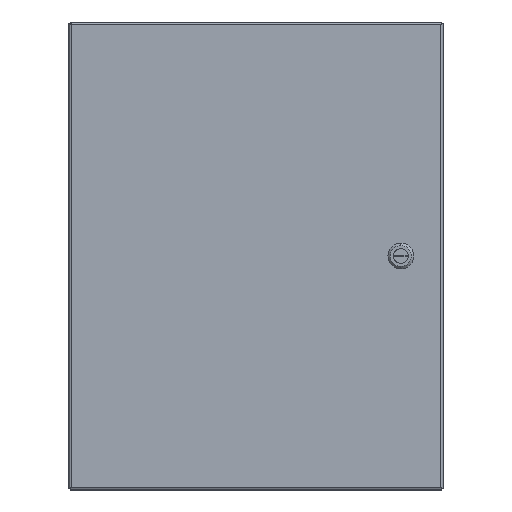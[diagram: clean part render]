
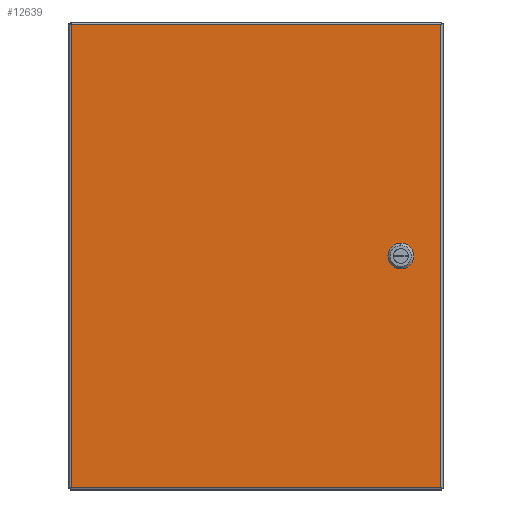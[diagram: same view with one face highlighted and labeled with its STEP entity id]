
A CAD part, front view. The second image highlights one B-rep face of the part: STEP entity #12639.
In plain terms, the highlighted planar face has unit normal (0, -1, 0).
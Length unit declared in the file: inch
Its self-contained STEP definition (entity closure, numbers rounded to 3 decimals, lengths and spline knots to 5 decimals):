
#815 = VERTEX_POINT ( 'NONE', #2358 ) ;
#959 = EDGE_CURVE ( 'NONE', #8394, #6059, #11266, .T. ) ;
#1270 = LINE ( 'NONE', #21946, #20537 ) ;
#1430 = CARTESIAN_POINT ( 'NONE',  ( 5.7955, -8.822, 0.231 ) ) ;
#1434 = CARTESIAN_POINT ( 'NONE',  ( -7.896, -8.822, -9.8985 ) ) ;
#1474 = EDGE_CURVE ( 'NONE', #19268, #17082, #10016, .T. ) ;
#1604 = DIRECTION ( 'NONE',  ( 0.707, 0., -0.707 ) ) ;
#1825 = CARTESIAN_POINT ( 'NONE',  ( 5.7955, -8.822, 0.231 ) ) ;
#2029 = VECTOR ( 'NONE', #15636, 39.37008 ) ;
#2353 = VECTOR ( 'NONE', #3379, 39.37008 ) ;
#2358 = CARTESIAN_POINT ( 'NONE',  ( 6.422, -8.822, 0.3955 ) ) ;
#2968 = CARTESIAN_POINT ( 'NONE',  ( 7.901, -8.822, -9.8985 ) ) ;
#3379 = DIRECTION ( 'NONE',  ( 0., 0., 1. ) ) ;
#3742 = DIRECTION ( 'NONE',  ( 0., 0., -1. ) ) ;
#3747 = LINE ( 'NONE', #17310, #2029 ) ;
#4142 = ORIENTED_EDGE ( 'NONE', *, *, #1474, .T. ) ;
#4237 = CARTESIAN_POINT ( 'NONE',  ( 5.96, -8.822, -0.3955 ) ) ;
#4592 = VECTOR ( 'NONE', #20703, 39.37008 ) ;
#4778 = VERTEX_POINT ( 'NONE', #4237 ) ;
#4835 = FACE_BOUND ( 'NONE', #9385, .T. ) ;
#4935 = LINE ( 'NONE', #5161, #18894 ) ;
#5110 = ORIENTED_EDGE ( 'NONE', *, *, #16681, .T. ) ;
#5161 = CARTESIAN_POINT ( 'NONE',  ( 6.5865, -8.822, -0.231 ) ) ;
#5354 = CARTESIAN_POINT ( 'NONE',  ( 6.5865, -8.822, 0.231 ) ) ;
#5520 = VERTEX_POINT ( 'NONE', #20484 ) ;
#5701 = DIRECTION ( 'NONE',  ( -0.707, 0., 0.707 ) ) ;
#6059 = VERTEX_POINT ( 'NONE', #10249 ) ;
#6114 = VERTEX_POINT ( 'NONE', #5354 ) ;
#6471 = CARTESIAN_POINT ( 'NONE',  ( 5.96, -8.822, 0.3955 ) ) ;
#6484 = CARTESIAN_POINT ( 'NONE',  ( -7.896, -8.822, 9.8985 ) ) ;
#6835 = EDGE_CURVE ( 'NONE', #6059, #815, #16032, .T. ) ;
#7445 = CARTESIAN_POINT ( 'NONE',  ( -7.896, -8.822, -9.8985 ) ) ;
#7851 = VECTOR ( 'NONE', #16859, 39.37008 ) ;
#8147 = ORIENTED_EDGE ( 'NONE', *, *, #17210, .T. ) ;
#8394 = VERTEX_POINT ( 'NONE', #1430 ) ;
#8526 = ORIENTED_EDGE ( 'NONE', *, *, #18873, .T. ) ;
#8731 = LINE ( 'NONE', #1825, #2353 ) ;
#8794 = EDGE_CURVE ( 'NONE', #17082, #18372, #15187, .T. ) ;
#9331 = ORIENTED_EDGE ( 'NONE', *, *, #15980, .T. ) ;
#9385 = EDGE_LOOP ( 'NONE', ( #12854, #20434, #21764, #8147, #9331, #13762, #18194, #8526 ) ) ;
#9726 = VECTOR ( 'NONE', #16363, 39.37008 ) ;
#9960 = ORIENTED_EDGE ( 'NONE', *, *, #13800, .T. ) ;
#10016 = LINE ( 'NONE', #1434, #17199 ) ;
#10069 = LINE ( 'NONE', #13626, #14783 ) ;
#10249 = CARTESIAN_POINT ( 'NONE',  ( 5.96, -8.822, 0.3955 ) ) ;
#10591 = VECTOR ( 'NONE', #16919, 39.37008 ) ;
#10807 = CARTESIAN_POINT ( 'NONE',  ( 6.5865, -8.822, -0.231 ) ) ;
#10945 = ORIENTED_EDGE ( 'NONE', *, *, #8794, .T. ) ;
#11266 = LINE ( 'NONE', #6471, #9726 ) ;
#11744 = FACE_OUTER_BOUND ( 'NONE', #18702, .T. ) ;
#11937 = EDGE_CURVE ( 'NONE', #16833, #17273, #4935, .T. ) ;
#12075 = DIRECTION ( 'NONE',  ( -1., 0., 0. ) ) ;
#12639 = ADVANCED_FACE ( 'NONE', ( #11744, #4835 ), #18501, .T. ) ;
#12854 = ORIENTED_EDGE ( 'NONE', *, *, #15202, .T. ) ;
#13377 = DIRECTION ( 'NONE',  ( -1., 0., 0. ) ) ;
#13503 = DIRECTION ( 'NONE',  ( -0.707, 0., -0.707 ) ) ;
#13626 = CARTESIAN_POINT ( 'NONE',  ( 5.96, -8.822, -0.3955 ) ) ;
#13762 = ORIENTED_EDGE ( 'NONE', *, *, #11937, .T. ) ;
#13800 = EDGE_CURVE ( 'NONE', #5520, #19268, #21696, .T. ) ;
#13918 = CARTESIAN_POINT ( 'NONE',  ( -7.896, -8.822, 9.8985 ) ) ;
#14150 = LINE ( 'NONE', #20916, #21282 ) ;
#14288 = AXIS2_PLACEMENT_3D ( 'NONE', #20057, #21944, #15278 ) ;
#14783 = VECTOR ( 'NONE', #12075, 39.37008 ) ;
#15187 = LINE ( 'NONE', #20188, #7851 ) ;
#15202 = EDGE_CURVE ( 'NONE', #15534, #8394, #8731, .T. ) ;
#15278 = DIRECTION ( 'NONE',  ( 0., 0., -1. ) ) ;
#15300 = EDGE_CURVE ( 'NONE', #17273, #4778, #10069, .T. ) ;
#15534 = VERTEX_POINT ( 'NONE', #21467 ) ;
#15636 = DIRECTION ( 'NONE',  ( 0., 0., -1. ) ) ;
#15980 = EDGE_CURVE ( 'NONE', #6114, #16833, #3747, .T. ) ;
#16032 = LINE ( 'NONE', #17700, #4592 ) ;
#16363 = DIRECTION ( 'NONE',  ( 0.707, 0., 0.707 ) ) ;
#16681 = EDGE_CURVE ( 'NONE', #18372, #5520, #17254, .T. ) ;
#16833 = VERTEX_POINT ( 'NONE', #10807 ) ;
#16859 = DIRECTION ( 'NONE',  ( 1., 0., 0. ) ) ;
#16919 = DIRECTION ( 'NONE',  ( 0., 0., 1. ) ) ;
#17082 = VERTEX_POINT ( 'NONE', #7445 ) ;
#17199 = VECTOR ( 'NONE', #3742, 39.37008 ) ;
#17210 = EDGE_CURVE ( 'NONE', #815, #6114, #1270, .T. ) ;
#17254 = LINE ( 'NONE', #20586, #10591 ) ;
#17273 = VERTEX_POINT ( 'NONE', #18728 ) ;
#17310 = CARTESIAN_POINT ( 'NONE',  ( 6.5865, -8.822, -0.231 ) ) ;
#17700 = CARTESIAN_POINT ( 'NONE',  ( 6.422, -8.822, 0.3955 ) ) ;
#17992 = VECTOR ( 'NONE', #13377, 39.37008 ) ;
#18194 = ORIENTED_EDGE ( 'NONE', *, *, #15300, .T. ) ;
#18372 = VERTEX_POINT ( 'NONE', #2968 ) ;
#18501 = PLANE ( 'NONE',  #14288 ) ;
#18702 = EDGE_LOOP ( 'NONE', ( #5110, #9960, #4142, #10945 ) ) ;
#18728 = CARTESIAN_POINT ( 'NONE',  ( 6.422, -8.822, -0.3955 ) ) ;
#18873 = EDGE_CURVE ( 'NONE', #4778, #15534, #14150, .T. ) ;
#18894 = VECTOR ( 'NONE', #13503, 39.37008 ) ;
#19268 = VERTEX_POINT ( 'NONE', #13918 ) ;
#20057 = CARTESIAN_POINT ( 'NONE',  ( -7.896, -8.822, -9.8985 ) ) ;
#20188 = CARTESIAN_POINT ( 'NONE',  ( -7.896, -8.822, -9.8985 ) ) ;
#20434 = ORIENTED_EDGE ( 'NONE', *, *, #959, .T. ) ;
#20484 = CARTESIAN_POINT ( 'NONE',  ( 7.901, -8.822, 9.8985 ) ) ;
#20537 = VECTOR ( 'NONE', #1604, 39.37008 ) ;
#20586 = CARTESIAN_POINT ( 'NONE',  ( 7.901, -8.822, -9.8985 ) ) ;
#20703 = DIRECTION ( 'NONE',  ( 1., 0., 0. ) ) ;
#20916 = CARTESIAN_POINT ( 'NONE',  ( 5.7955, -8.822, -0.231 ) ) ;
#21282 = VECTOR ( 'NONE', #5701, 39.37008 ) ;
#21467 = CARTESIAN_POINT ( 'NONE',  ( 5.7955, -8.822, -0.231 ) ) ;
#21696 = LINE ( 'NONE', #6484, #17992 ) ;
#21764 = ORIENTED_EDGE ( 'NONE', *, *, #6835, .T. ) ;
#21944 = DIRECTION ( 'NONE',  ( 0., -1., 0. ) ) ;
#21946 = CARTESIAN_POINT ( 'NONE',  ( 6.422, -8.822, 0.3955 ) ) ;
